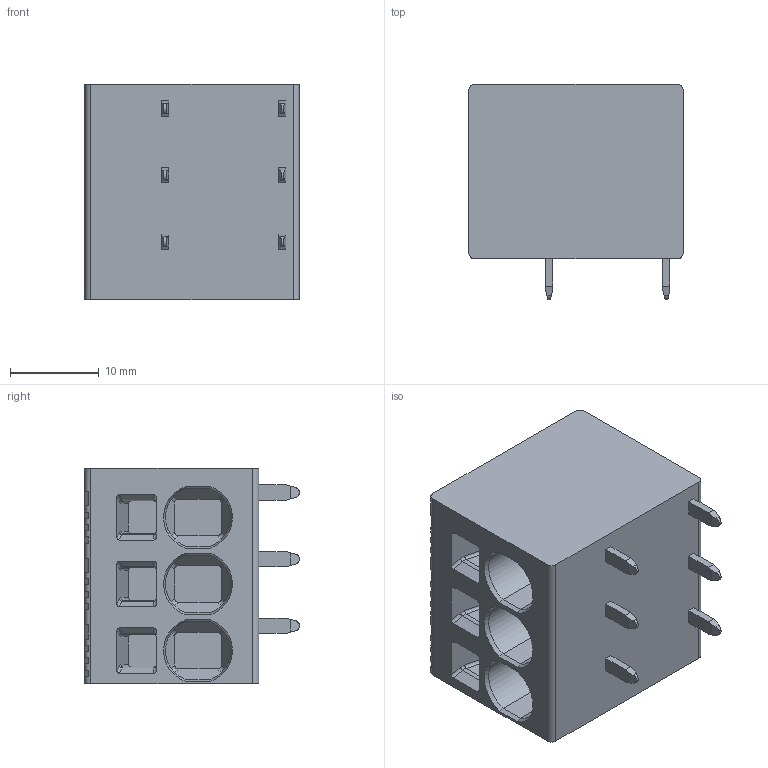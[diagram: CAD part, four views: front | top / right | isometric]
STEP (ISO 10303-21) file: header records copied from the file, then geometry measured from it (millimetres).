
FILE_DESCRIPTION((''),'2;1');
FILE_NAME('PRT0005','2024-09-21T',('sj'),(''),'PRO/ENGINEER BY PARAMETRIC TECHNOLOGY CORPORATION, 2013240','PRO/ENGINEER BY PARAMETRIC TECHNOLOGY CORPORATION, 2013240','');
FILE_SCHEMA(('AUTOMOTIVE_DESIGN_CC2 { 1 2 10303 214 -1 1 5 2 }'));
Length unit declared in the file: millimetre
Products named in the file (1): PRT0005
Bounding box: 24.15 x 24.2 x 24.3 mm (x, y, z)
Volume: 10353.1 mm3; surface area: 3956 mm2
Topology: 1 solids, 1 shells, 226 faces, 600 edges, 388 vertices
Faces by surface type: plane 150, cylinder 58, bspline 6, torus 6, cone 6
Entity records: 7419 total; most frequent: CARTESIAN_POINT 1927, ORIENTED_EDGE 1200, DIRECTION 1030, EDGE_CURVE 600, VECTOR 418, LINE 418, VERTEX_POINT 388, AXIS2_PLACEMENT_3D 306
